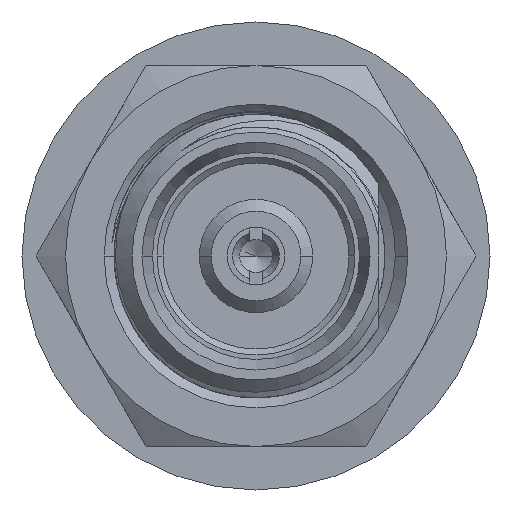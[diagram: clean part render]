
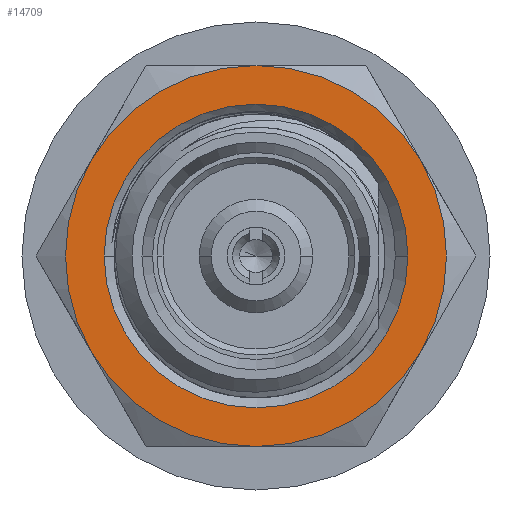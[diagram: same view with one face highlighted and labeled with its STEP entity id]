
A CAD part, left-side view. The second image highlights one B-rep face of the part: STEP entity #14709.
In plain terms, the highlighted planar face has unit normal (-1, 0, 0).
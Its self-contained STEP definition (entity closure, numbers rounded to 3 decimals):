
#1287=CARTESIAN_POINT('',(4.301,0.,0.));
#1288=DIRECTION('',(-1.,0.,0.));
#1289=DIRECTION('',(0.,-1.,0.));
#1290=AXIS2_PLACEMENT_3D('',#1287,#1288,#1289);
#5272=CARTESIAN_POINT('',(4.301,0.,0.));
#5273=DIRECTION('',(-1.,0.,0.));
#5274=DIRECTION('',(0.,0.866,0.5));
#5275=AXIS2_PLACEMENT_3D('',#5272,#5273,#5274);
#5277=CARTESIAN_POINT('',(4.301,0.,0.));
#5278=DIRECTION('',(1.,0.,0.));
#5279=DIRECTION('',(0.,0.866,0.5));
#5280=AXIS2_PLACEMENT_3D('',#5277,#5278,#5279);
#5282=CARTESIAN_POINT('',(4.301,0.,0.));
#5283=DIRECTION('',(1.,0.,0.));
#5284=DIRECTION('',(0.,0.,1.));
#5285=AXIS2_PLACEMENT_3D('',#5282,#5283,#5284);
#5287=CARTESIAN_POINT('',(4.301,0.,0.));
#5288=DIRECTION('',(1.,0.,0.));
#5289=DIRECTION('',(0.,-0.866,-0.5));
#5290=AXIS2_PLACEMENT_3D('',#5287,#5288,#5289);
#5292=CARTESIAN_POINT('',(4.301,0.,0.));
#5293=DIRECTION('',(1.,0.,0.));
#5294=DIRECTION('',(0.,0.,-1.));
#5295=AXIS2_PLACEMENT_3D('',#5292,#5293,#5294);
#5297=CARTESIAN_POINT('',(4.301,0.,0.));
#5298=DIRECTION('',(-1.,0.,0.));
#5299=DIRECTION('',(0.,-0.866,-0.5));
#5300=AXIS2_PLACEMENT_3D('',#5297,#5298,#5299);
#5315=CARTESIAN_POINT('',(4.301,0.,0.));
#5316=DIRECTION('',(-1.,0.,0.));
#5317=DIRECTION('',(0.,1.,0.));
#5318=AXIS2_PLACEMENT_3D('',#5315,#5316,#5317);
#8355=CARTESIAN_POINT('',(4.301,-2.531,0.));
#8356=CARTESIAN_POINT('',(4.301,2.531,0.));
#8357=VERTEX_POINT('',#8355);
#8358=VERTEX_POINT('',#8356);
#8359=CARTESIAN_POINT('',(4.301,2.75,1.588));
#8360=CARTESIAN_POINT('',(4.301,0.,3.175));
#8361=VERTEX_POINT('',#8359);
#8362=VERTEX_POINT('',#8360);
#8363=CARTESIAN_POINT('',(4.301,-2.75,1.588));
#8364=VERTEX_POINT('',#8363);
#8365=CARTESIAN_POINT('',(4.301,-2.75,-1.588));
#8366=CARTESIAN_POINT('',(4.301,0.,-3.175));
#8367=VERTEX_POINT('',#8365);
#8368=VERTEX_POINT('',#8366);
#8369=CARTESIAN_POINT('',(4.301,2.75,-1.588));
#8370=VERTEX_POINT('',#8369);
#14686=CARTESIAN_POINT('',(4.301,0.,0.));
#14687=DIRECTION('',(1.,0.,0.));
#14688=DIRECTION('',(0.,-1.,0.));
#14689=AXIS2_PLACEMENT_3D('',#14686,#14687,#14688);
#14690=PLANE('',#14689);
#14691=ORIENTED_EDGE('',*,*,#14681,.F.);
#14693=ORIENTED_EDGE('',*,*,#14692,.T.);
#14695=ORIENTED_EDGE('',*,*,#14694,.T.);
#14697=ORIENTED_EDGE('',*,*,#14696,.F.);
#14699=ORIENTED_EDGE('',*,*,#14698,.T.);
#14701=ORIENTED_EDGE('',*,*,#14700,.T.);
#14702=EDGE_LOOP('',(#14691,#14693,#14695,#14697,#14699,#14701));
#14703=FACE_OUTER_BOUND('',#14702,.F.);
#14705=ORIENTED_EDGE('',*,*,#14704,.T.);
#14706=ORIENTED_EDGE('',*,*,#9628,.T.);
#14707=EDGE_LOOP('',(#14705,#14706));
#14708=FACE_BOUND('',#14707,.F.);
#14709=ADVANCED_FACE('',(#14703,#14708),#14690,.F.);
#1291=CIRCLE('',#1290,2.531);
#5276=CIRCLE('',#5275,3.175);
#5281=CIRCLE('',#5280,3.175);
#5286=CIRCLE('',#5285,3.175);
#5291=CIRCLE('',#5290,3.175);
#5296=CIRCLE('',#5295,3.175);
#5301=CIRCLE('',#5300,3.175);
#5319=CIRCLE('',#5318,2.531);
#9628=EDGE_CURVE('',#8357,#8358,#1291,.T.);
#14681=EDGE_CURVE('',#8361,#8370,#5276,.T.);
#14692=EDGE_CURVE('',#8361,#8362,#5281,.T.);
#14694=EDGE_CURVE('',#8362,#8364,#5286,.T.);
#14696=EDGE_CURVE('',#8367,#8364,#5301,.T.);
#14698=EDGE_CURVE('',#8367,#8368,#5291,.T.);
#14700=EDGE_CURVE('',#8368,#8370,#5296,.T.);
#14704=EDGE_CURVE('',#8358,#8357,#5319,.T.);
